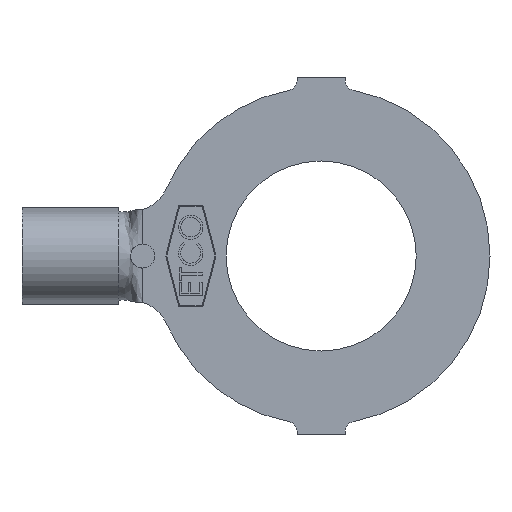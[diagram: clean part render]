
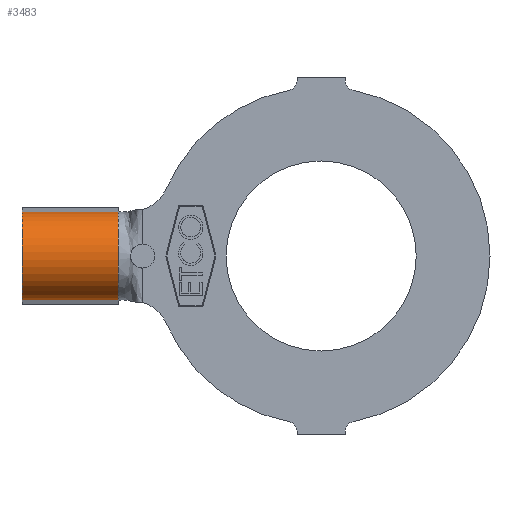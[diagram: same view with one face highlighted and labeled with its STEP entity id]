
A CAD part, front view. The second image highlights one B-rep face of the part: STEP entity #3483.
In plain terms, the highlighted cylindrical face has radius 1.168 mm (diameter 2.337 mm), a partial arc.
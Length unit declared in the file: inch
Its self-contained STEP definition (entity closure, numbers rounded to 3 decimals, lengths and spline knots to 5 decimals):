
#29 = ORIENTED_EDGE ( 'NONE', *, *, #834, .F. ) ;
#112 = CIRCLE ( 'NONE', #5280, 0.046 ) ;
#341 = VECTOR ( 'NONE', #1183, 39.37008 ) ;
#659 = VERTEX_POINT ( 'NONE', #2868 ) ;
#730 = AXIS2_PLACEMENT_3D ( 'NONE', #2217, #5226, #2661 ) ;
#834 = EDGE_CURVE ( 'NONE', #659, #1836, #4295, .T. ) ;
#983 = VECTOR ( 'NONE', #1376, 39.37008 ) ;
#1183 = DIRECTION ( 'NONE',  ( 1., 0., 0. ) ) ;
#1209 = DIRECTION ( 'NONE',  ( 1., 0., 0. ) ) ;
#1237 = CARTESIAN_POINT ( 'NONE',  ( -0.21, 0.0391, 0.04548 ) ) ;
#1376 = DIRECTION ( 'NONE',  ( 1., 0., 0. ) ) ;
#1635 = FACE_OUTER_BOUND ( 'NONE', #5515, .T. ) ;
#1836 = VERTEX_POINT ( 'NONE', #1237 ) ;
#1884 = DIRECTION ( 'NONE',  ( 0., 0., -1. ) ) ;
#2053 = CARTESIAN_POINT ( 'NONE',  ( -0.31, 0.0391, -0.04548 ) ) ;
#2217 = CARTESIAN_POINT ( 'NONE',  ( -0.21, 0.046, 0. ) ) ;
#2285 = AXIS2_PLACEMENT_3D ( 'NONE', #4471, #2738, #1884 ) ;
#2495 = ORIENTED_EDGE ( 'NONE', *, *, #5583, .T. ) ;
#2551 = CARTESIAN_POINT ( 'NONE',  ( -0.21, 0.0391, -0.04548 ) ) ;
#2661 = DIRECTION ( 'NONE',  ( 0., 0., -1. ) ) ;
#2680 = LINE ( 'NONE', #2053, #341 ) ;
#2738 = DIRECTION ( 'NONE',  ( 1., 0., 0. ) ) ;
#2868 = CARTESIAN_POINT ( 'NONE',  ( -0.31, 0.0391, 0.04548 ) ) ;
#3483 = ADVANCED_FACE ( 'NONE', ( #1635 ), #4829, .T. ) ;
#3755 = ORIENTED_EDGE ( 'NONE', *, *, #4720, .T. ) ;
#3806 = CARTESIAN_POINT ( 'NONE',  ( -0.31, 0.046, 0. ) ) ;
#3971 = CARTESIAN_POINT ( 'NONE',  ( -0.31, 0.0391, 0.04548 ) ) ;
#4222 = DIRECTION ( 'NONE',  ( 0., 0., -1. ) ) ;
#4295 = LINE ( 'NONE', #3971, #983 ) ;
#4471 = CARTESIAN_POINT ( 'NONE',  ( -0.31, 0.046, 0. ) ) ;
#4720 = EDGE_CURVE ( 'NONE', #4924, #5297, #2680, .T. ) ;
#4812 = ORIENTED_EDGE ( 'NONE', *, *, #5075, .F. ) ;
#4829 = CYLINDRICAL_SURFACE ( 'NONE', #2285, 0.046 ) ;
#4924 = VERTEX_POINT ( 'NONE', #5262 ) ;
#5075 = EDGE_CURVE ( 'NONE', #1836, #5297, #5615, .T. ) ;
#5226 = DIRECTION ( 'NONE',  ( 1., 0., 0. ) ) ;
#5262 = CARTESIAN_POINT ( 'NONE',  ( -0.31, 0.0391, -0.04548 ) ) ;
#5280 = AXIS2_PLACEMENT_3D ( 'NONE', #3806, #1209, #4222 ) ;
#5297 = VERTEX_POINT ( 'NONE', #2551 ) ;
#5515 = EDGE_LOOP ( 'NONE', ( #4812, #29, #2495, #3755 ) ) ;
#5583 = EDGE_CURVE ( 'NONE', #659, #4924, #112, .T. ) ;
#5615 = CIRCLE ( 'NONE', #730, 0.046 ) ;
